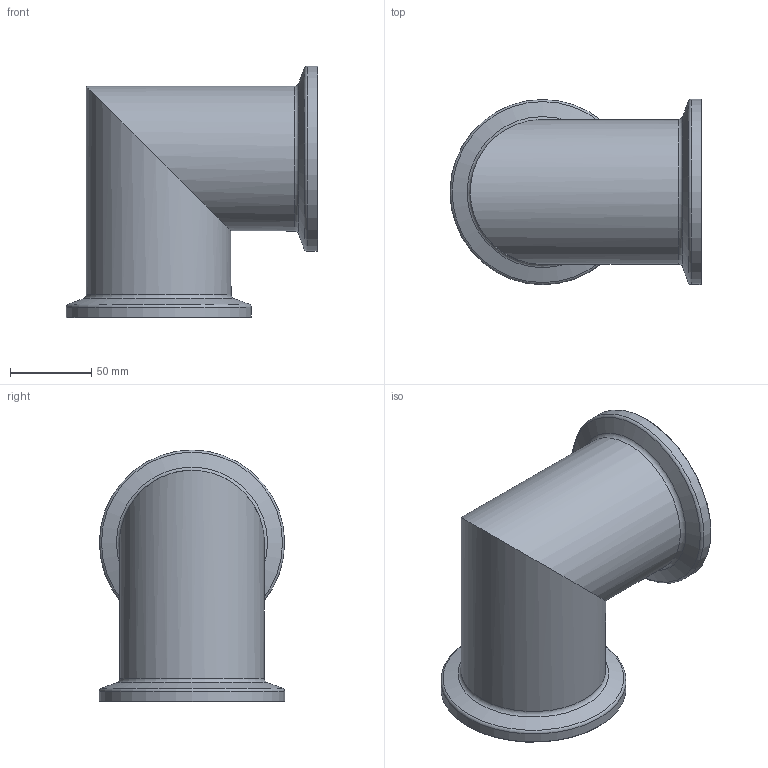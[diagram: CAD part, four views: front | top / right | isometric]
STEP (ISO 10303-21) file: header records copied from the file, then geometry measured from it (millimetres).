
FILE_DESCRIPTION(/* description */ (''),/* implementation_level */ '2;1');
FILE_NAME(/* name */ '33.080007.251.708',/* time_stamp */ '2019-06-17T08:32:09+02:00',/* author */ ('Murat Coskun Bicak'),/* organization */ ('Evac AG'),/* preprocessor_version */ 'ST-DEVELOPER v16.7',/* originating_system */ 'DEX',/* authorisation */ $);
FILE_SCHEMA (('AUTOMOTIVE_DESIGN {1 0 10303 214 3 1 1}'));
Length unit declared in the file: millimetre
Products named in the file (1): 33.080007.251.708
Bounding box: 155 x 114 x 155 mm (x, y, z)
Volume: 239799.9 mm3; surface area: 121929.2 mm2
Topology: 1 solids, 1 shells, 16 faces, 36 edges, 22 vertices
Faces by surface type: cylinder 6, cone 4, torus 4, plane 2
Full cylindrical faces by diameter (mm): 83 x2, 89 x2, 114 x2
Entity records: 358 total; most frequent: DIRECTION 66, CARTESIAN_POINT 49, AXIS2_PLACEMENT_3D 33, ORIENTED_EDGE 32, EDGE_LOOP 32, FACE_BOUND 32, EDGE_CURVE 16, VERTEX_POINT 16
